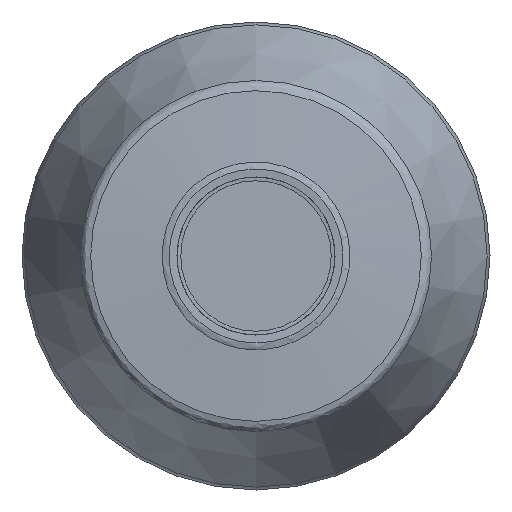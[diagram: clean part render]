
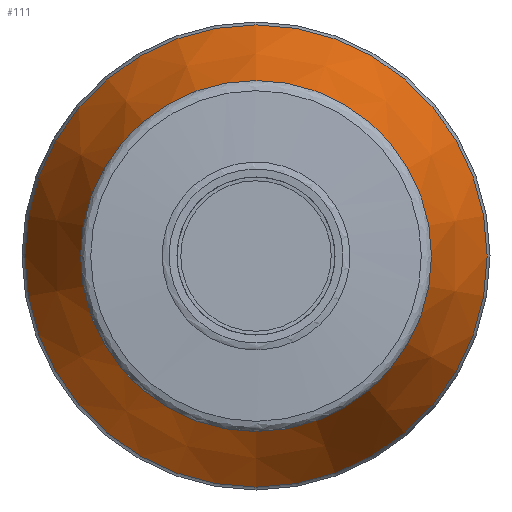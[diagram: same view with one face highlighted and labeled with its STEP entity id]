
A CAD part, left-side view. The second image highlights one B-rep face of the part: STEP entity #111.
In plain terms, the highlighted conical face has half-angle 21.595 degrees and reference radius 16.789 mm.
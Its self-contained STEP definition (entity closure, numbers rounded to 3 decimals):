
#89=CONICAL_SURFACE('',#447,16.789,21.595);
#111=ADVANCED_FACE('',(#165,#166),#89,.T.);
#165=FACE_BOUND('',#224,.T.);
#166=FACE_BOUND('',#225,.T.);
#224=EDGE_LOOP('',(#286));
#225=EDGE_LOOP('',(#287));
#286=ORIENTED_EDGE('',*,*,#365,.T.);
#287=ORIENTED_EDGE('',*,*,#364,.F.);
#333=VERTEX_POINT('',#649);
#334=VERTEX_POINT('',#652);
#364=EDGE_CURVE('',#333,#333,#395,.T.);
#365=EDGE_CURVE('',#334,#334,#396,.T.);
#395=CIRCLE('',#444,16.789);
#396=CIRCLE('',#446,12.601);
#444=AXIS2_PLACEMENT_3D('',#648,#531,#532);
#446=AXIS2_PLACEMENT_3D('',#651,#535,#536);
#447=AXIS2_PLACEMENT_3D('',#653,#537,#538);
#531=DIRECTION('',(1.,0.,0.));
#532=DIRECTION('',(0.,0.,1.));
#535=DIRECTION('',(1.,0.,0.));
#536=DIRECTION('',(0.,0.,1.));
#537=DIRECTION('',(1.,0.,0.));
#538=DIRECTION('',(0.,0.,-1.));
#648=CARTESIAN_POINT('',(91.468,0.,0.));
#649=CARTESIAN_POINT('',(91.468,0.,16.789));
#651=CARTESIAN_POINT('',(80.887,0.,0.));
#652=CARTESIAN_POINT('',(80.887,0.,12.601));
#653=CARTESIAN_POINT('',(91.468,0.,0.));
